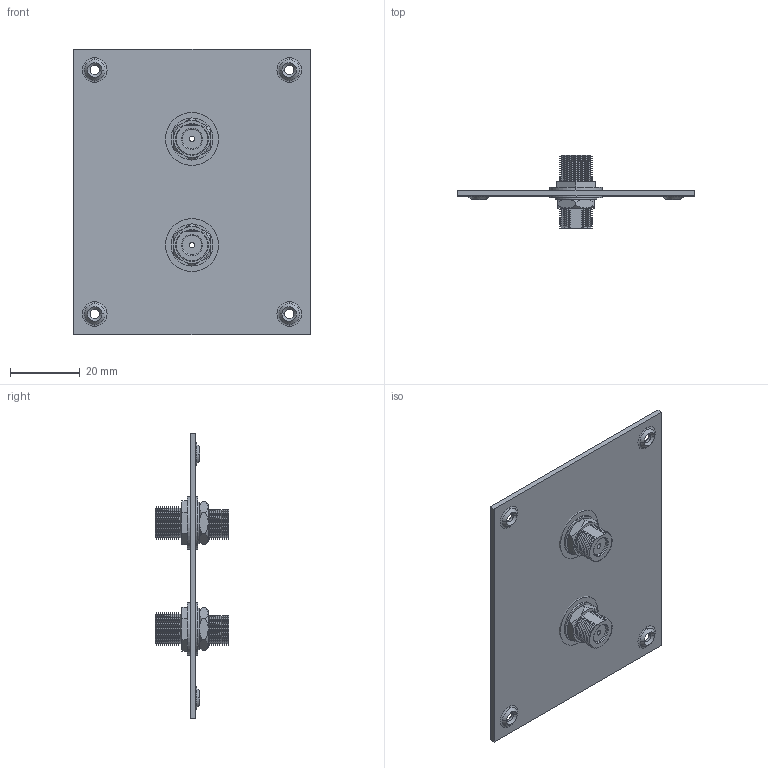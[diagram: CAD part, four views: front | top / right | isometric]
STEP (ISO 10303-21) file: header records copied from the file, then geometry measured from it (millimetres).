
FILE_DESCRIPTION (( 'STEP AP214' ), '1' );
FILE_NAME ('USP2FDB.STEP', '2019-01-07T16:59:04', ( '' ), ( '' ), 'SwSTEP 2.0', 'SolidWorks 2017', '' );
FILE_SCHEMA (( 'AUTOMOTIVE_DESIGN' ));
Length unit declared in the file: inch
Products named in the file (7): BA330A_.040 OFFSET (INSULATED); BA330A-MA1; BA330A; 1AR06-003; USP2FDB; BA330A-MA2; BA330A-MA3
Assembly tree (8 placements, depth 3):
  USP2FDB
    BA330A_.040 OFFSET (INSULATED)  x2
      BA330A
      BA330A-MA3
      BA330A-MA2
      BA330A-MA1
    1AR06-003
Bounding box: 68.07 x 20.98 x 82.04 mm (x, y, z)
Volume: 11366.1 mm3; surface area: 16015.2 mm2
Topology: 11 solids, 11 shells, 556 faces, 1262 edges, 740 vertices
Faces by surface type: cone 398, plane 74, cylinder 60, torus 24
Entity records: 9150 total; most frequent: CARTESIAN_POINT 1811, DIRECTION 1555, ORIENTED_EDGE 1386, EDGE_CURVE 693, AXIS2_PLACEMENT_3D 658, VERTEX_POINT 410, CIRCLE 348, EDGE_LOOP 323
